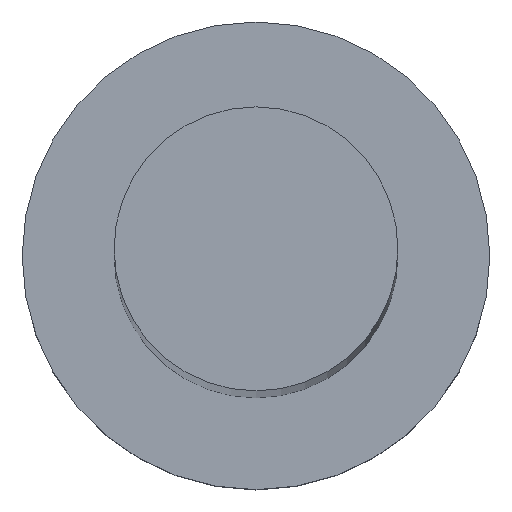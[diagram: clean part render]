
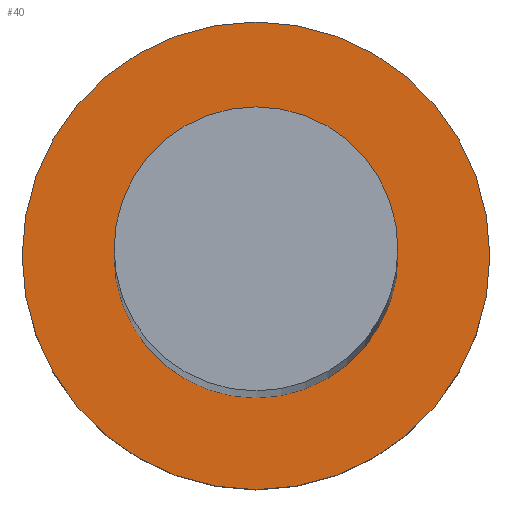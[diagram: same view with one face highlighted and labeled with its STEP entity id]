
A CAD part, top view. The second image highlights one B-rep face of the part: STEP entity #40.
In plain terms, the highlighted planar face has unit normal (0, 0, 1).
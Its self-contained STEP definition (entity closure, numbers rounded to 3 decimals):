
#7 = AXIS2_PLACEMENT_3D ( 'NONE', #237, #81, #158 ) ;
#14 = EDGE_CURVE ( 'NONE', #110, #33, #54, .T. ) ;
#15 = DIRECTION ( 'NONE',  ( 1., 0., 0. ) ) ;
#18 = DIRECTION ( 'NONE',  ( 1., 0., 0. ) ) ;
#21 = ORIENTED_EDGE ( 'NONE', *, *, #157, .T. ) ;
#24 = CARTESIAN_POINT ( 'NONE',  ( 0., 0., 5. ) ) ;
#25 = VERTEX_POINT ( 'NONE', #120 ) ;
#27 = EDGE_CURVE ( 'NONE', #25, #233, #182, .T. ) ;
#28 = DIRECTION ( 'NONE',  ( 1., 0., 0. ) ) ;
#33 = VERTEX_POINT ( 'NONE', #172 ) ;
#38 = DIRECTION ( 'NONE',  ( 0., 0., 1. ) ) ;
#40 = ADVANCED_FACE ( 'NONE', ( #162, #203 ), #184, .T. ) ;
#43 = CIRCLE ( 'NONE', #44, 7. ) ;
#44 = AXIS2_PLACEMENT_3D ( 'NONE', #73, #55, #18 ) ;
#47 = DIRECTION ( 'NONE',  ( 0., 0., 1. ) ) ;
#48 = ORIENTED_EDGE ( 'NONE', *, *, #27, .T. ) ;
#54 = CIRCLE ( 'NONE', #99, 4.25 ) ;
#55 = DIRECTION ( 'NONE',  ( 0., 0., 1. ) ) ;
#73 = CARTESIAN_POINT ( 'NONE',  ( 0., 0., 5. ) ) ;
#78 = CIRCLE ( 'NONE', #133, 4.25 ) ;
#81 = DIRECTION ( 'NONE',  ( 0., 0., 1. ) ) ;
#82 = CARTESIAN_POINT ( 'NONE',  ( 0., 0., 5. ) ) ;
#89 = ORIENTED_EDGE ( 'NONE', *, *, #14, .F. ) ;
#99 = AXIS2_PLACEMENT_3D ( 'NONE', #82, #214, #106 ) ;
#106 = DIRECTION ( 'NONE',  ( 1., 0., 0. ) ) ;
#110 = VERTEX_POINT ( 'NONE', #136 ) ;
#120 = CARTESIAN_POINT ( 'NONE',  ( -7., 0., 5. ) ) ;
#121 = AXIS2_PLACEMENT_3D ( 'NONE', #24, #38, #15 ) ;
#133 = AXIS2_PLACEMENT_3D ( 'NONE', #240, #47, #28 ) ;
#136 = CARTESIAN_POINT ( 'NONE',  ( -4.25, 0., 5. ) ) ;
#157 = EDGE_CURVE ( 'NONE', #233, #25, #43, .T. ) ;
#158 = DIRECTION ( 'NONE',  ( 1., 0., 0. ) ) ;
#162 = FACE_BOUND ( 'NONE', #254, .T. ) ;
#172 = CARTESIAN_POINT ( 'NONE',  ( 4.25, 0., 5. ) ) ;
#182 = CIRCLE ( 'NONE', #121, 7. ) ;
#184 = PLANE ( 'NONE',  #7 ) ;
#192 = EDGE_LOOP ( 'NONE', ( #48, #21 ) ) ;
#203 = FACE_OUTER_BOUND ( 'NONE', #192, .T. ) ;
#214 = DIRECTION ( 'NONE',  ( 0., 0., 1. ) ) ;
#233 = VERTEX_POINT ( 'NONE', #238 ) ;
#237 = CARTESIAN_POINT ( 'NONE',  ( 0., 0., 5. ) ) ;
#238 = CARTESIAN_POINT ( 'NONE',  ( 7., 0., 5. ) ) ;
#240 = CARTESIAN_POINT ( 'NONE',  ( 0., 0., 5. ) ) ;
#247 = EDGE_CURVE ( 'NONE', #33, #110, #78, .T. ) ;
#252 = ORIENTED_EDGE ( 'NONE', *, *, #247, .F. ) ;
#254 = EDGE_LOOP ( 'NONE', ( #89, #252 ) ) ;
